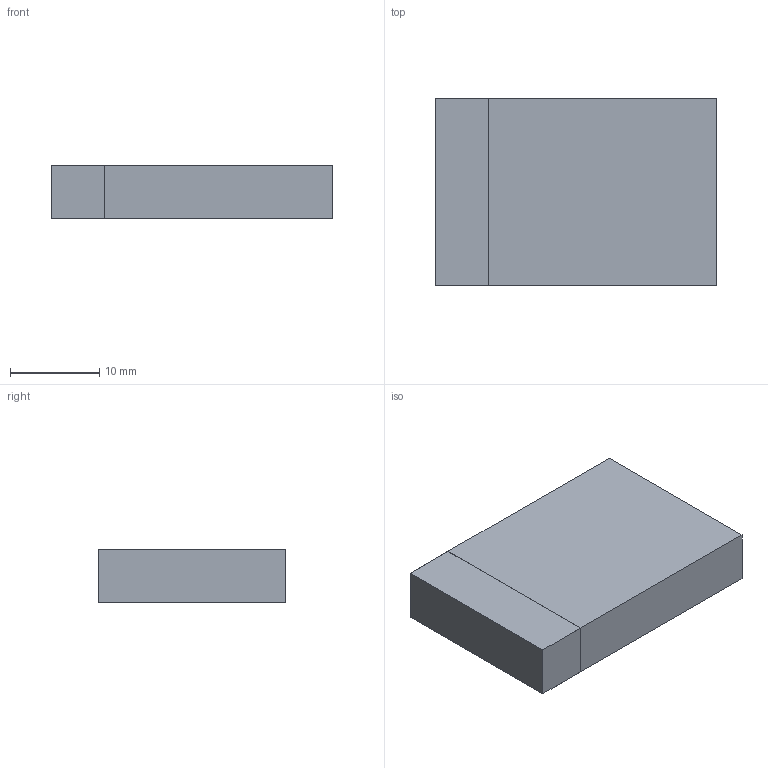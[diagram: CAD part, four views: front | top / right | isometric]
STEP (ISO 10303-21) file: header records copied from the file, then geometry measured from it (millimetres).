
FILE_DESCRIPTION(/* description */ (''),/* implementation_level */ '2;1');
FILE_NAME(/* name */ '300mAh_Lipo_Battery.step',/* time_stamp */ '2022-04-24T13:53:48+08:00',/* author */ (''),/* organization */ (''),/* preprocessor_version */ 'ST-DEVELOPER v18.1',/* originating_system */ 'Autodesk Translation Framework v10.14.0.1471',/* authorisation */ '');
FILE_SCHEMA (('AUTOMOTIVE_DESIGN { 1 0 10303 214 3 1 1 }'));
Length unit declared in the file: millimetre
Products named in the file (9): 300mAh_Lipo_Battery; Lipo_Body; Protection_IC; IC_board; 101_smd_resistor; 102_smd_resistor; DW01-P; 8205A; smd_capacitor
Assembly tree (8 placements, depth 3):
  300mAh_Lipo_Battery
    Lipo_Body
    Protection_IC
      IC_board
      101_smd_resistor
      102_smd_resistor
      DW01-P
      8205A
      smd_capacitor
Bounding box: 31.5 x 21 x 6 mm (x, y, z)
Volume: 3285.4 mm3; surface area: 2726.5 mm2
Topology: 35 solids, 35 shells, 711 faces, 1851 edges, 1234 vertices
Faces by surface type: bspline 338, plane 325, cylinder 48
Entity records: 25120 total; most frequent: CARTESIAN_POINT 9560, ORIENTED_EDGE 3702, DIRECTION 2053, EDGE_CURVE 1851, VERTEX_POINT 1234, LINE 1079, VECTOR 1079, EDGE_LOOP 747
